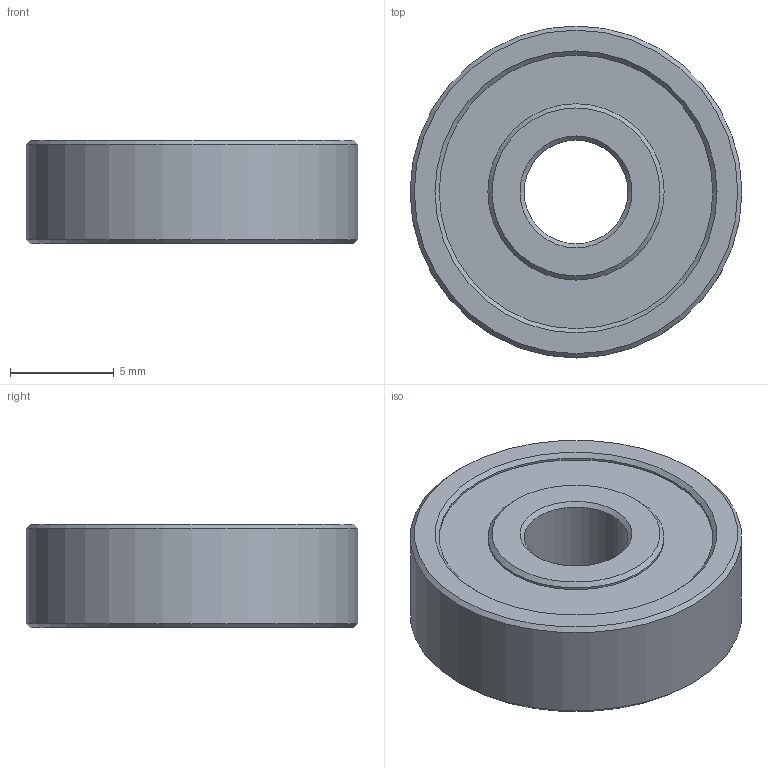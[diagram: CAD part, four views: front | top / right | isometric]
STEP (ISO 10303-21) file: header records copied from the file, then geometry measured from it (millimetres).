
FILE_DESCRIPTION(/* description */ (''),/* implementation_level */ '2;1');
FILE_NAME(/* name */ '625-2RS Bearing_v3.step',/* time_stamp */ '2023-05-23T22:39:25-06:00',/* author */ (''),/* organization */ (''),/* preprocessor_version */ 'ST-DEVELOPER v19.2',/* originating_system */ 'Autodesk Translation Framework v12.4.0.73',/* authorisation */ '');
FILE_SCHEMA (('AUTOMOTIVE_DESIGN { 1 0 10303 214 3 1 1 }'));
Length unit declared in the file: millimetre
Products named in the file (1): 625-2RS Bearing
Bounding box: 16 x 16 x 5 mm (x, y, z)
Volume: 853.7 mm3; surface area: 702.2 mm2
Topology: 1 solids, 1 shells, 20 faces, 38 edges, 24 vertices
Faces by surface type: cone 8, plane 6, cylinder 6
Full cylindrical faces by diameter (mm): 5 x1, 8.5 x2, 13.2 x2, 16 x1
Entity records: 558 total; most frequent: DIRECTION 104, CARTESIAN_POINT 83, ORIENTED_EDGE 76, AXIS2_PLACEMENT_3D 45, EDGE_CURVE 38, EDGE_LOOP 26, CIRCLE 24, VERTEX_POINT 24
